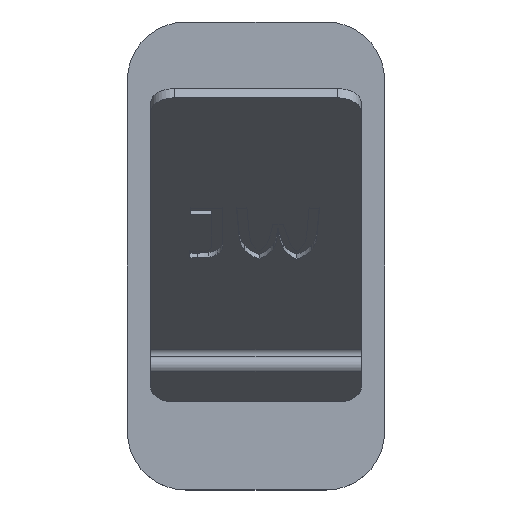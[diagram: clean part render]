
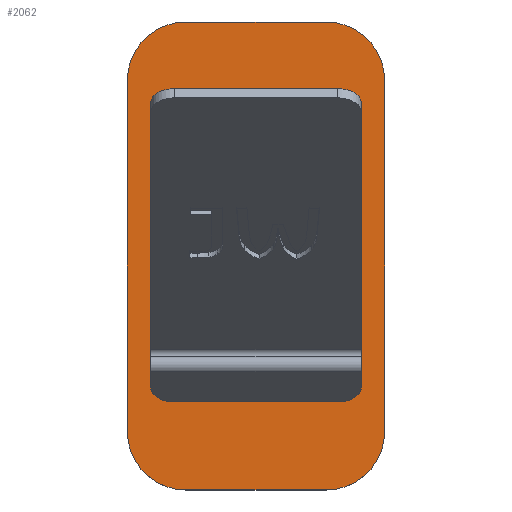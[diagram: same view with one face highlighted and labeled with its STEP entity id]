
A CAD part, top view. The second image highlights one B-rep face of the part: STEP entity #2062.
In plain terms, the highlighted face is planar.
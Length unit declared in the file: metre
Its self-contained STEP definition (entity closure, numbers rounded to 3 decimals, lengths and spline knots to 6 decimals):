
#152=PLANE('',#2326);
#298=LINE('',#3559,#469);
#304=LINE('',#3572,#475);
#305=LINE('',#3582,#476);
#306=LINE('',#3584,#477);
#310=LINE('',#3593,#481);
#313=LINE('',#3603,#484);
#315=LINE('',#3612,#486);
#316=LINE('',#3614,#487);
#317=LINE('',#3616,#488);
#318=LINE('',#3621,#489);
#319=LINE('',#3625,#490);
#320=LINE('',#3629,#491);
#469=VECTOR('',#2735,1.);
#475=VECTOR('',#2743,1.);
#476=VECTOR('',#2758,1.);
#477=VECTOR('',#2761,1.);
#481=VECTOR('',#2767,1.);
#484=VECTOR('',#2778,1.);
#486=VECTOR('',#2788,1.);
#487=VECTOR('',#2791,1.);
#488=VECTOR('',#2794,1.);
#489=VECTOR('',#2797,1.);
#490=VECTOR('',#2800,1.);
#491=VECTOR('',#2803,1.);
#990=ORIENTED_EDGE('',*,*,#1296,.F.);
#991=ORIENTED_EDGE('',*,*,#1302,.T.);
#992=ORIENTED_EDGE('',*,*,#1290,.T.);
#993=ORIENTED_EDGE('',*,*,#1301,.F.);
#994=ORIENTED_EDGE('',*,*,#1317,.T.);
#995=ORIENTED_EDGE('',*,*,#1318,.T.);
#996=ORIENTED_EDGE('',*,*,#1319,.F.);
#997=ORIENTED_EDGE('',*,*,#1320,.T.);
#998=ORIENTED_EDGE('',*,*,#1321,.F.);
#999=ORIENTED_EDGE('',*,*,#1322,.T.);
#1000=ORIENTED_EDGE('',*,*,#1323,.T.);
#1001=ORIENTED_EDGE('',*,*,#1324,.T.);
#1002=ORIENTED_EDGE('',*,*,#1311,.T.);
#1003=ORIENTED_EDGE('',*,*,#1316,.T.);
#1004=ORIENTED_EDGE('',*,*,#1306,.F.);
#1005=ORIENTED_EDGE('',*,*,#1315,.F.);
#1290=EDGE_CURVE('',#1501,#1500,#298,.T.);
#1296=EDGE_CURVE('',#1506,#1504,#304,.T.);
#1301=EDGE_CURVE('',#1504,#1500,#305,.T.);
#1302=EDGE_CURVE('',#1506,#1501,#306,.T.);
#1306=EDGE_CURVE('',#1512,#1510,#310,.T.);
#1311=EDGE_CURVE('',#1516,#1515,#313,.T.);
#1315=EDGE_CURVE('',#1516,#1512,#315,.T.);
#1316=EDGE_CURVE('',#1515,#1510,#316,.T.);
#1317=EDGE_CURVE('',#1519,#1520,#317,.T.);
#1318=EDGE_CURVE('',#1520,#1521,#1601,.F.);
#1319=EDGE_CURVE('',#1522,#1521,#318,.T.);
#1320=EDGE_CURVE('',#1522,#1523,#1602,.F.);
#1321=EDGE_CURVE('',#1524,#1523,#319,.T.);
#1322=EDGE_CURVE('',#1524,#1525,#1603,.F.);
#1323=EDGE_CURVE('',#1525,#1526,#320,.T.);
#1324=EDGE_CURVE('',#1526,#1519,#1604,.F.);
#1500=VERTEX_POINT('',#3558);
#1501=VERTEX_POINT('',#3560);
#1504=VERTEX_POINT('',#3567);
#1506=VERTEX_POINT('',#3571);
#1510=VERTEX_POINT('',#3588);
#1512=VERTEX_POINT('',#3592);
#1515=VERTEX_POINT('',#3602);
#1516=VERTEX_POINT('',#3604);
#1519=VERTEX_POINT('',#3617);
#1520=VERTEX_POINT('',#3618);
#1521=VERTEX_POINT('',#3620);
#1522=VERTEX_POINT('',#3622);
#1523=VERTEX_POINT('',#3624);
#1524=VERTEX_POINT('',#3626);
#1525=VERTEX_POINT('',#3628);
#1526=VERTEX_POINT('',#3630);
#1601=CIRCLE('',#2327,0.02);
#1602=CIRCLE('',#2328,0.02);
#1603=CIRCLE('',#2329,0.02);
#1604=CIRCLE('',#2330,0.02);
#1740=EDGE_LOOP('',(#990,#991,#992,#993));
#1741=EDGE_LOOP('',(#994,#995,#996,#997,#998,#999,#1000,#1001));
#1742=EDGE_LOOP('',(#1002,#1003,#1004,#1005));
#1895=FACE_BOUND('',#1740,.T.);
#1896=FACE_BOUND('',#1741,.T.);
#1897=FACE_BOUND('',#1742,.T.);
#2062=ADVANCED_FACE('',(#1895,#1896,#1897),#152,.F.);
#2326=AXIS2_PLACEMENT_3D('',#3615,#2792,#2793);
#2327=AXIS2_PLACEMENT_3D('',#3619,#2795,#2796);
#2328=AXIS2_PLACEMENT_3D('',#3623,#2798,#2799);
#2329=AXIS2_PLACEMENT_3D('',#3627,#2801,#2802);
#2330=AXIS2_PLACEMENT_3D('',#3631,#2804,#2805);
#2735=DIRECTION('',(1.,0.,0.));
#2743=DIRECTION('',(1.,0.,0.));
#2758=DIRECTION('',(0.,0.,1.));
#2761=DIRECTION('',(0.,0.,1.));
#2767=DIRECTION('',(-1.,0.,0.));
#2778=DIRECTION('',(-1.,0.,0.));
#2788=DIRECTION('',(0.,0.,1.));
#2791=DIRECTION('',(0.,0.,1.));
#2792=DIRECTION('',(0.,1.,0.));
#2793=DIRECTION('',(-1.,0.,0.));
#2794=DIRECTION('',(0.,0.,1.));
#2795=DIRECTION('',(0.,1.,0.));
#2796=DIRECTION('',(0.,0.,1.));
#2797=DIRECTION('',(1.,0.,0.));
#2798=DIRECTION('',(0.,1.,0.));
#2799=DIRECTION('',(0.,0.,1.));
#2800=DIRECTION('',(0.,0.,1.));
#2801=DIRECTION('',(0.,1.,0.));
#2802=DIRECTION('',(0.,0.,1.));
#2803=DIRECTION('',(1.,0.,0.));
#2804=DIRECTION('',(0.,1.,0.));
#2805=DIRECTION('',(0.,0.,1.));
#3558=CARTESIAN_POINT('',(-0.008,0.112,-0.034));
#3559=CARTESIAN_POINT('',(-0.016,0.112,-0.034));
#3560=CARTESIAN_POINT('',(-0.016,0.112,-0.034));
#3567=CARTESIAN_POINT('',(-0.008,0.112,-0.044));
#3571=CARTESIAN_POINT('',(-0.016,0.112,-0.044));
#3572=CARTESIAN_POINT('',(-0.016,0.112,-0.044));
#3582=CARTESIAN_POINT('',(-0.008,0.112,-0.039));
#3584=CARTESIAN_POINT('',(-0.016,0.112,-0.039));
#3588=CARTESIAN_POINT('',(0.008,0.112,-0.034));
#3592=CARTESIAN_POINT('',(0.016,0.112,-0.034));
#3593=CARTESIAN_POINT('',(0.016,0.112,-0.034));
#3602=CARTESIAN_POINT('',(0.008,0.112,-0.044));
#3603=CARTESIAN_POINT('',(0.016,0.112,-0.044));
#3604=CARTESIAN_POINT('',(0.016,0.112,-0.044));
#3612=CARTESIAN_POINT('',(0.016,0.112,-0.039));
#3614=CARTESIAN_POINT('',(0.008,0.112,-0.039));
#3615=CARTESIAN_POINT('',(0.,0.112,0.));
#3616=CARTESIAN_POINT('',(0.044,0.112,0.));
#3617=CARTESIAN_POINT('',(0.044,0.112,-0.06));
#3618=CARTESIAN_POINT('',(0.044,0.112,0.06));
#3619=CARTESIAN_POINT('',(0.024,0.112,0.06));
#3620=CARTESIAN_POINT('',(0.024,0.112,0.08));
#3621=CARTESIAN_POINT('',(0.,0.112,0.08));
#3622=CARTESIAN_POINT('',(-0.024,0.112,0.08));
#3623=CARTESIAN_POINT('',(-0.024,0.112,0.06));
#3624=CARTESIAN_POINT('',(-0.044,0.112,0.06));
#3625=CARTESIAN_POINT('',(-0.044,0.112,0.));
#3626=CARTESIAN_POINT('',(-0.044,0.112,-0.06));
#3627=CARTESIAN_POINT('',(-0.024,0.112,-0.06));
#3628=CARTESIAN_POINT('',(-0.024,0.112,-0.08));
#3629=CARTESIAN_POINT('',(0.,0.112,-0.08));
#3630=CARTESIAN_POINT('',(0.024,0.112,-0.08));
#3631=CARTESIAN_POINT('',(0.024,0.112,-0.06));
